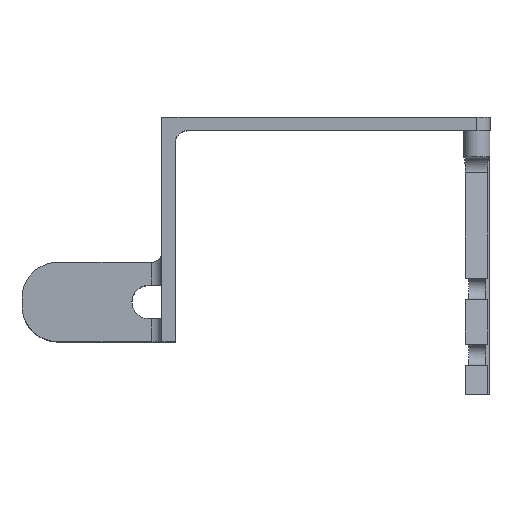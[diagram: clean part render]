
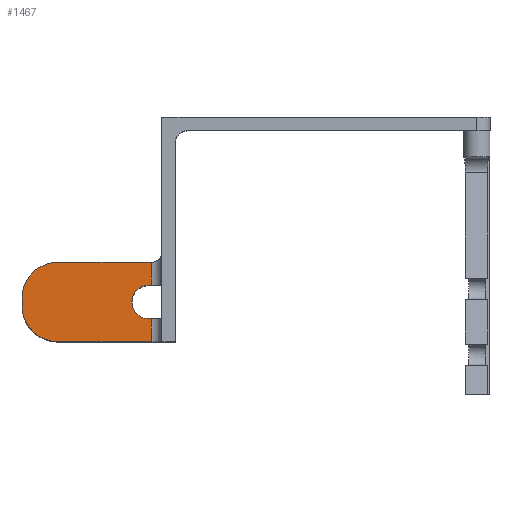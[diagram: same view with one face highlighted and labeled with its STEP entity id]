
A CAD part, top view. The second image highlights one B-rep face of the part: STEP entity #1467.
In plain terms, the highlighted planar face has unit normal (0, 0, 1).
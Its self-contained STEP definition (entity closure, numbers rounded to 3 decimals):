
#56=CIRCLE('',#1586,13.5);
#57=CIRCLE('',#1587,13.5);
#58=CIRCLE('',#1588,6.32);
#120=PLANE('',#1585);
#175=FACE_OUTER_BOUND('',#255,.T.);
#255=EDGE_LOOP('',(#1083,#1084,#1085,#1086,#1087,#1088,#1089,#1090,#1091,
#1092));
#350=LINE('',#2373,#484);
#354=LINE('',#2387,#488);
#355=LINE('',#2391,#489);
#356=LINE('',#2395,#490);
#357=LINE('',#2397,#491);
#358=LINE('',#2399,#492);
#359=LINE('',#2402,#493);
#484=VECTOR('',#1803,10.);
#488=VECTOR('',#1817,10.);
#489=VECTOR('',#1820,10.);
#490=VECTOR('',#1823,10.);
#491=VECTOR('',#1824,10.);
#492=VECTOR('',#1825,10.);
#493=VECTOR('',#1828,10.);
#637=VERTEX_POINT('',#2371);
#638=VERTEX_POINT('',#2372);
#643=VERTEX_POINT('',#2386);
#644=VERTEX_POINT('',#2388);
#645=VERTEX_POINT('',#2390);
#646=VERTEX_POINT('',#2392);
#647=VERTEX_POINT('',#2394);
#648=VERTEX_POINT('',#2396);
#649=VERTEX_POINT('',#2398);
#650=VERTEX_POINT('',#2400);
#803=EDGE_CURVE('',#637,#638,#350,.T.);
#810=EDGE_CURVE('',#643,#637,#354,.T.);
#811=EDGE_CURVE('',#644,#643,#56,.T.);
#812=EDGE_CURVE('',#645,#644,#355,.T.);
#813=EDGE_CURVE('',#646,#645,#57,.T.);
#814=EDGE_CURVE('',#647,#646,#356,.T.);
#815=EDGE_CURVE('',#648,#647,#357,.T.);
#816=EDGE_CURVE('',#649,#648,#358,.T.);
#817=EDGE_CURVE('',#650,#649,#58,.T.);
#818=EDGE_CURVE('',#638,#650,#359,.T.);
#1083=ORIENTED_EDGE('',*,*,#803,.F.);
#1084=ORIENTED_EDGE('',*,*,#810,.F.);
#1085=ORIENTED_EDGE('',*,*,#811,.F.);
#1086=ORIENTED_EDGE('',*,*,#812,.F.);
#1087=ORIENTED_EDGE('',*,*,#813,.F.);
#1088=ORIENTED_EDGE('',*,*,#814,.F.);
#1089=ORIENTED_EDGE('',*,*,#815,.F.);
#1090=ORIENTED_EDGE('',*,*,#816,.F.);
#1091=ORIENTED_EDGE('',*,*,#817,.F.);
#1092=ORIENTED_EDGE('',*,*,#818,.F.);
#1467=ADVANCED_FACE('',(#175),#120,.T.);
#1585=AXIS2_PLACEMENT_3D('',#2385,#1815,#1816);
#1586=AXIS2_PLACEMENT_3D('',#2389,#1818,#1819);
#1587=AXIS2_PLACEMENT_3D('',#2393,#1821,#1822);
#1588=AXIS2_PLACEMENT_3D('',#2401,#1826,#1827);
#1803=DIRECTION('',(0.,-1.,0.));
#1815=DIRECTION('center_axis',(0.,0.,1.));
#1816=DIRECTION('ref_axis',(1.,0.,0.));
#1817=DIRECTION('',(1.,0.,0.));
#1818=DIRECTION('center_axis',(0.,0.,-1.));
#1819=DIRECTION('ref_axis',(-0.707,0.707,0.));
#1820=DIRECTION('',(0.,1.,0.));
#1821=DIRECTION('center_axis',(0.,0.,-1.));
#1822=DIRECTION('ref_axis',(-0.707,-0.707,0.));
#1823=DIRECTION('',(-1.,0.,0.));
#1824=DIRECTION('',(0.,-1.,0.));
#1825=DIRECTION('',(1.,0.,0.));
#1826=DIRECTION('center_axis',(0.,0.,1.));
#1827=DIRECTION('ref_axis',(0.,-1.,0.));
#1828=DIRECTION('',(-1.,0.,0.));
#2371=CARTESIAN_POINT('',(-129.,47.,114.));
#2372=CARTESIAN_POINT('',(-129.,38.32,114.));
#2373=CARTESIAN_POINT('',(-129.,45.25,114.));
#2385=CARTESIAN_POINT('Origin',(-151.5,32.,114.));
#2386=CARTESIAN_POINT('',(-164.5,47.,114.));
#2387=CARTESIAN_POINT('',(-124.75,47.,114.));
#2388=CARTESIAN_POINT('',(-178.,33.5,114.));
#2389=CARTESIAN_POINT('Origin',(-164.5,33.5,114.));
#2390=CARTESIAN_POINT('',(-178.,30.5,114.));
#2391=CARTESIAN_POINT('',(-178.,32.,114.));
#2392=CARTESIAN_POINT('',(-164.5,17.,114.));
#2393=CARTESIAN_POINT('Origin',(-164.5,30.5,114.));
#2394=CARTESIAN_POINT('',(-129.,17.,114.));
#2395=CARTESIAN_POINT('',(-137.,17.,114.));
#2396=CARTESIAN_POINT('',(-129.,25.68,114.));
#2397=CARTESIAN_POINT('',(-129.,45.25,114.));
#2398=CARTESIAN_POINT('',(-130.07,25.68,114.));
#2399=CARTESIAN_POINT('',(-140.785,25.68,114.));
#2400=CARTESIAN_POINT('',(-130.07,38.32,114.));
#2401=CARTESIAN_POINT('Origin',(-130.07,32.,114.));
#2402=CARTESIAN_POINT('',(-134.697,38.32,114.));
